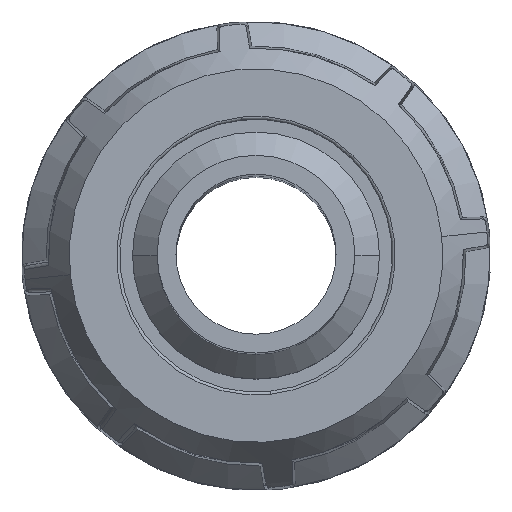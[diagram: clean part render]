
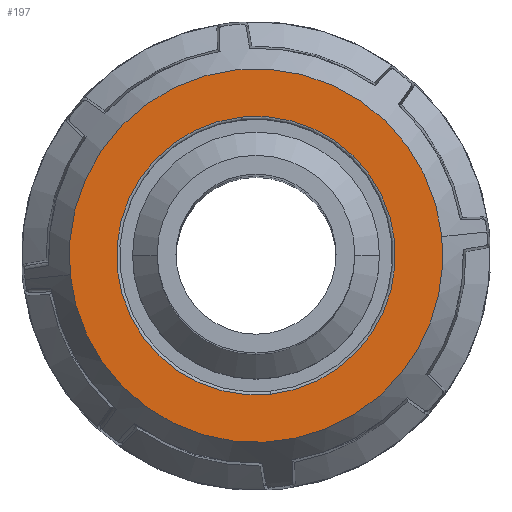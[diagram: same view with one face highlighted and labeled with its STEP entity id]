
A CAD part, top view. The second image highlights one B-rep face of the part: STEP entity #197.
In plain terms, the highlighted planar face has unit normal (0, 0, 1).
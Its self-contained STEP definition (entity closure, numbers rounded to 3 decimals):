
#197=ADVANCED_FACE('',(#439,#440),#441,.T.);
#439=FACE_OUTER_BOUND('',#737,.T.);
#440=FACE_BOUND('',#738,.T.);
#441=PLANE('',#739);
#737=EDGE_LOOP('',(#1581,#1582,#1583));
#738=EDGE_LOOP('',(#1584,#1585,#1586));
#739=AXIS2_PLACEMENT_3D('',#1587,#1588,#1589);
#1581=ORIENTED_EDGE('',*,*,#2216,.F.);
#1582=ORIENTED_EDGE('',*,*,#2217,.F.);
#1583=ORIENTED_EDGE('',*,*,#2152,.F.);
#1584=ORIENTED_EDGE('',*,*,#2218,.F.);
#1585=ORIENTED_EDGE('',*,*,#2219,.F.);
#1586=ORIENTED_EDGE('',*,*,#2207,.F.);
#1587=CARTESIAN_POINT('',(9.842,32.107,-29.895));
#1588=DIRECTION('',(0.,0.,1.0));
#1589=DIRECTION('',(0.995,0.102,0.));
#2152=EDGE_CURVE('',#2508,#2511,#2512,.T.);
#2207=EDGE_CURVE('',#2608,#2610,#2611,.T.);
#2216=EDGE_CURVE('',#2625,#2508,#2626,.T.);
#2217=EDGE_CURVE('',#2511,#2625,#2627,.T.);
#2218=EDGE_CURVE('',#2628,#2608,#2629,.T.);
#2219=EDGE_CURVE('',#2610,#2628,#2630,.T.);
#2508=VERTEX_POINT('',#3009);
#2511=VERTEX_POINT('',#3013);
#2512=CIRCLE('',#3014,18.906);
#2608=VERTEX_POINT('',#3315);
#2610=VERTEX_POINT('',#3317);
#2611=CIRCLE('',#3318,14.1);
#2625=VERTEX_POINT('',#3334);
#2626=CIRCLE('',#3335,18.906);
#2627=CIRCLE('',#3336,18.906);
#2628=VERTEX_POINT('',#3337);
#2629=CIRCLE('',#3338,14.1);
#2630=CIRCLE('',#3339,14.1);
#3009=CARTESIAN_POINT('',(7.302,31.846,-29.895));
#3013=CARTESIAN_POINT('',(44.916,35.708,-29.895));
#3014=AXIS2_PLACEMENT_3D('',#4421,#4422,#4423);
#3315=CARTESIAN_POINT('',(27.549,19.751,-29.895));
#3317=CARTESIAN_POINT('',(24.669,47.803,-29.895));
#3318=AXIS2_PLACEMENT_3D('',#4488,#4489,#4490);
#3334=CARTESIAN_POINT('',(40.773,21.844,-29.895));
#3335=AXIS2_PLACEMENT_3D('',#4505,#4506,#4507);
#3336=AXIS2_PLACEMENT_3D('',#4508,#4509,#4510);
#3337=CARTESIAN_POINT('',(12.083,32.337,-29.895));
#3338=AXIS2_PLACEMENT_3D('',#4511,#4512,#4513);
#3339=AXIS2_PLACEMENT_3D('',#4514,#4515,#4516);
#4421=CARTESIAN_POINT('',(26.109,33.777,-29.895));
#4422=DIRECTION('',(0.,0.,-1.0));
#4423=DIRECTION('',(0.776,-0.631,0.));
#4488=CARTESIAN_POINT('',(26.109,33.777,-29.895));
#4489=DIRECTION('',(0.,0.,1.0));
#4490=DIRECTION('',(0.995,0.102,0.));
#4505=CARTESIAN_POINT('',(26.109,33.777,-29.895));
#4506=DIRECTION('',(0.,0.,-1.0));
#4507=DIRECTION('',(0.776,-0.631,0.));
#4508=CARTESIAN_POINT('',(26.109,33.777,-29.895));
#4509=DIRECTION('',(0.,0.,-1.0));
#4510=DIRECTION('',(0.776,-0.631,0.));
#4511=CARTESIAN_POINT('',(26.109,33.777,-29.895));
#4512=DIRECTION('',(0.,0.,1.0));
#4513=DIRECTION('',(0.995,0.102,0.));
#4514=CARTESIAN_POINT('',(26.109,33.777,-29.895));
#4515=DIRECTION('',(0.,0.,1.0));
#4516=DIRECTION('',(0.995,0.102,0.));
